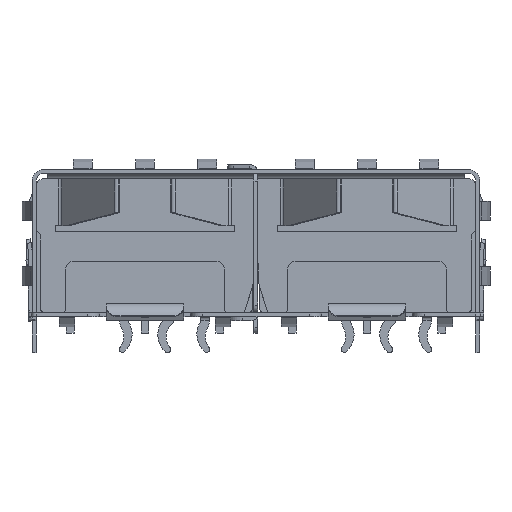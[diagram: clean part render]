
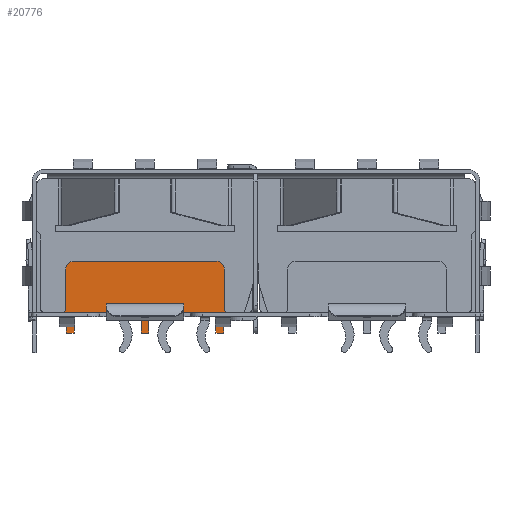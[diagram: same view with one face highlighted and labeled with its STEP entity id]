
A CAD part, front view. The second image highlights one B-rep face of the part: STEP entity #20776.
In plain terms, the highlighted planar face has unit normal (0, -1, 0).
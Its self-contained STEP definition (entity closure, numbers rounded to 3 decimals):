
#19857=CARTESIAN_POINT('',(-11.375,7.35,0.5));
#19858=VERTEX_POINT('',#19857);
#19875=CARTESIAN_POINT('',(-7.675,7.35,0.5));
#19876=VERTEX_POINT('',#19875);
#19883=CARTESIAN_POINT('',(-11.375,7.35,0.5));
#19884=DIRECTION('',(1.0,0.0,0.0));
#19885=VECTOR('',#19884,3.7);
#19886=LINE('',#19883,#19885);
#19887=EDGE_CURVE('',#19858,#19876,#19886,.T.);
#19897=CARTESIAN_POINT('',(-6.575,7.35,0.5));
#19898=VERTEX_POINT('',#19897);
#19915=CARTESIAN_POINT('',(-2.875,7.35,0.5));
#19916=VERTEX_POINT('',#19915);
#19923=CARTESIAN_POINT('',(-6.575,7.35,0.5));
#19924=DIRECTION('',(1.0,0.0,0.0));
#19925=VECTOR('',#19924,3.7);
#19926=LINE('',#19923,#19925);
#19927=EDGE_CURVE('',#19898,#19916,#19926,.T.);
#20173=CARTESIAN_POINT('',(-1.775,7.35,0.5));
#20174=VERTEX_POINT('',#20173);
#20320=CARTESIAN_POINT('',(-12.475,7.35,0.5));
#20321=VERTEX_POINT('',#20320);
#20589=CARTESIAN_POINT('',(-13.375,7.35,8.95));
#20590=DIRECTION('',(0.0,-1.0,0.0));
#20591=DIRECTION('',(1.0,0.0,0.0));
#20592=AXIS2_PLACEMENT_3D('',#20589,#20590,#20591);
#20593=PLANE('',#20592);
#20594=CARTESIAN_POINT('',(-12.175,7.35,-0.8));
#20595=VERTEX_POINT('',#20594);
#20596=CARTESIAN_POINT('',(-12.175,7.35,0.2));
#20597=VERTEX_POINT('',#20596);
#20598=CARTESIAN_POINT('',(-12.175,7.35,-0.8));
#20599=DIRECTION('',(0.0,0.0,1.0));
#20600=VECTOR('',#20599,1.0);
#20601=LINE('',#20598,#20600);
#20602=EDGE_CURVE('',#20595,#20597,#20601,.T.);
#20603=ORIENTED_EDGE('',*,*,#20602,.F.);
#20604=CARTESIAN_POINT('',(-11.675,7.35,-0.8));
#20605=VERTEX_POINT('',#20604);
#20606=CARTESIAN_POINT('',(-11.675,7.35,-0.8));
#20607=DIRECTION('',(-1.0,0.0,0.0));
#20608=VECTOR('',#20607,0.5);
#20609=LINE('',#20606,#20608);
#20610=EDGE_CURVE('',#20605,#20595,#20609,.T.);
#20611=ORIENTED_EDGE('',*,*,#20610,.F.);
#20612=CARTESIAN_POINT('',(-11.675,7.35,0.2));
#20613=VERTEX_POINT('',#20612);
#20614=CARTESIAN_POINT('',(-11.675,7.35,0.2));
#20615=DIRECTION('',(0.0,0.0,-1.0));
#20616=VECTOR('',#20615,1.0);
#20617=LINE('',#20614,#20616);
#20618=EDGE_CURVE('',#20613,#20605,#20617,.T.);
#20619=ORIENTED_EDGE('',*,*,#20618,.F.);
#20620=CARTESIAN_POINT('',(-11.375,7.35,0.2));
#20621=DIRECTION('',(0.0,-1.0,0.0));
#20622=DIRECTION('',(0.0,0.0,1.0));
#20623=AXIS2_PLACEMENT_3D('',#20620,#20621,#20622);
#20624=CIRCLE('',#20623,0.3);
#20625=EDGE_CURVE('',#19858,#20613,#20624,.T.);
#20626=ORIENTED_EDGE('',*,*,#20625,.F.);
#20627=ORIENTED_EDGE('',*,*,#19887,.T.);
#20628=CARTESIAN_POINT('',(-7.375,7.35,0.2));
#20629=VERTEX_POINT('',#20628);
#20630=CARTESIAN_POINT('',(-7.675,7.35,0.2));
#20631=DIRECTION('',(0.0,-1.0,0.0));
#20632=DIRECTION('',(1.0,0.0,0.0));
#20633=AXIS2_PLACEMENT_3D('',#20630,#20631,#20632);
#20634=CIRCLE('',#20633,0.3);
#20635=EDGE_CURVE('',#20629,#19876,#20634,.T.);
#20636=ORIENTED_EDGE('',*,*,#20635,.F.);
#20637=CARTESIAN_POINT('',(-7.375,7.35,-0.8));
#20638=VERTEX_POINT('',#20637);
#20639=CARTESIAN_POINT('',(-7.375,7.35,-0.8));
#20640=DIRECTION('',(0.0,0.0,1.0));
#20641=VECTOR('',#20640,1.0);
#20642=LINE('',#20639,#20641);
#20643=EDGE_CURVE('',#20638,#20629,#20642,.T.);
#20644=ORIENTED_EDGE('',*,*,#20643,.F.);
#20645=CARTESIAN_POINT('',(-6.875,7.35,-0.8));
#20646=VERTEX_POINT('',#20645);
#20647=CARTESIAN_POINT('',(-6.875,7.35,-0.8));
#20648=DIRECTION('',(-1.0,0.0,0.0));
#20649=VECTOR('',#20648,0.5);
#20650=LINE('',#20647,#20649);
#20651=EDGE_CURVE('',#20646,#20638,#20650,.T.);
#20652=ORIENTED_EDGE('',*,*,#20651,.F.);
#20653=CARTESIAN_POINT('',(-6.875,7.35,0.2));
#20654=VERTEX_POINT('',#20653);
#20655=CARTESIAN_POINT('',(-6.875,7.35,0.2));
#20656=DIRECTION('',(0.0,0.0,-1.0));
#20657=VECTOR('',#20656,1.0);
#20658=LINE('',#20655,#20657);
#20659=EDGE_CURVE('',#20654,#20646,#20658,.T.);
#20660=ORIENTED_EDGE('',*,*,#20659,.F.);
#20661=CARTESIAN_POINT('',(-6.575,7.35,0.2));
#20662=DIRECTION('',(0.0,-1.0,0.0));
#20663=DIRECTION('',(0.0,0.0,1.0));
#20664=AXIS2_PLACEMENT_3D('',#20661,#20662,#20663);
#20665=CIRCLE('',#20664,0.3);
#20666=EDGE_CURVE('',#19898,#20654,#20665,.T.);
#20667=ORIENTED_EDGE('',*,*,#20666,.F.);
#20668=ORIENTED_EDGE('',*,*,#19927,.T.);
#20669=CARTESIAN_POINT('',(-2.575,7.35,0.2));
#20670=VERTEX_POINT('',#20669);
#20671=CARTESIAN_POINT('',(-2.875,7.35,0.2));
#20672=DIRECTION('',(0.0,-1.0,0.0));
#20673=DIRECTION('',(1.0,0.0,0.0));
#20674=AXIS2_PLACEMENT_3D('',#20671,#20672,#20673);
#20675=CIRCLE('',#20674,0.3);
#20676=EDGE_CURVE('',#20670,#19916,#20675,.T.);
#20677=ORIENTED_EDGE('',*,*,#20676,.F.);
#20678=CARTESIAN_POINT('',(-2.575,7.35,-0.8));
#20679=VERTEX_POINT('',#20678);
#20680=CARTESIAN_POINT('',(-2.575,7.35,-0.8));
#20681=DIRECTION('',(0.0,0.0,1.0));
#20682=VECTOR('',#20681,1.0);
#20683=LINE('',#20680,#20682);
#20684=EDGE_CURVE('',#20679,#20670,#20683,.T.);
#20685=ORIENTED_EDGE('',*,*,#20684,.F.);
#20686=CARTESIAN_POINT('',(-2.075,7.35,-0.8));
#20687=VERTEX_POINT('',#20686);
#20688=CARTESIAN_POINT('',(-2.075,7.35,-0.8));
#20689=DIRECTION('',(-1.0,0.0,0.0));
#20690=VECTOR('',#20689,0.5);
#20691=LINE('',#20688,#20690);
#20692=EDGE_CURVE('',#20687,#20679,#20691,.T.);
#20693=ORIENTED_EDGE('',*,*,#20692,.F.);
#20694=CARTESIAN_POINT('',(-2.075,7.35,0.2));
#20695=VERTEX_POINT('',#20694);
#20696=CARTESIAN_POINT('',(-2.075,7.35,0.2));
#20697=DIRECTION('',(0.0,0.0,-1.0));
#20698=VECTOR('',#20697,1.0);
#20699=LINE('',#20696,#20698);
#20700=EDGE_CURVE('',#20695,#20687,#20699,.T.);
#20701=ORIENTED_EDGE('',*,*,#20700,.F.);
#20702=CARTESIAN_POINT('',(-1.775,7.35,0.2));
#20703=DIRECTION('',(0.0,-1.0,0.0));
#20704=DIRECTION('',(0.0,0.0,1.0));
#20705=AXIS2_PLACEMENT_3D('',#20702,#20703,#20704);
#20706=CIRCLE('',#20705,0.3);
#20707=EDGE_CURVE('',#20174,#20695,#20706,.T.);
#20708=ORIENTED_EDGE('',*,*,#20707,.F.);
#20709=CARTESIAN_POINT('',(-2.025,7.35,0.75));
#20710=VERTEX_POINT('',#20709);
#20711=CARTESIAN_POINT('',(-1.775,7.35,0.75));
#20712=DIRECTION('',(0.0,1.0,0.0));
#20713=DIRECTION('',(0.0,0.0,-1.0));
#20714=AXIS2_PLACEMENT_3D('',#20711,#20712,#20713);
#20715=CIRCLE('',#20714,0.25);
#20716=EDGE_CURVE('',#20174,#20710,#20715,.T.);
#20717=ORIENTED_EDGE('',*,*,#20716,.T.);
#20718=CARTESIAN_POINT('',(-2.025,7.35,3.3));
#20719=VERTEX_POINT('',#20718);
#20720=CARTESIAN_POINT('',(-2.025,7.35,0.75));
#20721=DIRECTION('',(0.0,0.0,1.0));
#20722=VECTOR('',#20721,2.55);
#20723=LINE('',#20720,#20722);
#20724=EDGE_CURVE('',#20710,#20719,#20723,.T.);
#20725=ORIENTED_EDGE('',*,*,#20724,.T.);
#20726=CARTESIAN_POINT('',(-2.525,7.35,3.8));
#20727=VERTEX_POINT('',#20726);
#20728=CARTESIAN_POINT('',(-2.525,7.35,3.3));
#20729=DIRECTION('',(0.0,-1.0,0.0));
#20730=DIRECTION('',(1.0,0.0,0.0));
#20731=AXIS2_PLACEMENT_3D('',#20728,#20729,#20730);
#20732=CIRCLE('',#20731,0.5);
#20733=EDGE_CURVE('',#20719,#20727,#20732,.T.);
#20734=ORIENTED_EDGE('',*,*,#20733,.T.);
#20735=CARTESIAN_POINT('',(-11.725,7.35,3.8));
#20736=VERTEX_POINT('',#20735);
#20737=CARTESIAN_POINT('',(-2.525,7.35,3.8));
#20738=DIRECTION('',(-1.0,0.0,0.0));
#20739=VECTOR('',#20738,9.2);
#20740=LINE('',#20737,#20739);
#20741=EDGE_CURVE('',#20727,#20736,#20740,.T.);
#20742=ORIENTED_EDGE('',*,*,#20741,.T.);
#20743=CARTESIAN_POINT('',(-12.225,7.35,3.3));
#20744=VERTEX_POINT('',#20743);
#20745=CARTESIAN_POINT('',(-11.725,7.35,3.3));
#20746=DIRECTION('',(0.0,-1.0,0.0));
#20747=DIRECTION('',(0.0,0.0,1.0));
#20748=AXIS2_PLACEMENT_3D('',#20745,#20746,#20747);
#20749=CIRCLE('',#20748,0.5);
#20750=EDGE_CURVE('',#20736,#20744,#20749,.T.);
#20751=ORIENTED_EDGE('',*,*,#20750,.T.);
#20752=CARTESIAN_POINT('',(-12.225,7.35,0.75));
#20753=VERTEX_POINT('',#20752);
#20754=CARTESIAN_POINT('',(-12.225,7.35,3.3));
#20755=DIRECTION('',(0.0,0.0,-1.0));
#20756=VECTOR('',#20755,2.55);
#20757=LINE('',#20754,#20756);
#20758=EDGE_CURVE('',#20744,#20753,#20757,.T.);
#20759=ORIENTED_EDGE('',*,*,#20758,.T.);
#20760=CARTESIAN_POINT('',(-12.475,7.35,0.75));
#20761=DIRECTION('',(0.0,1.0,0.0));
#20762=DIRECTION('',(1.0,0.0,0.0));
#20763=AXIS2_PLACEMENT_3D('',#20760,#20761,#20762);
#20764=CIRCLE('',#20763,0.25);
#20765=EDGE_CURVE('',#20753,#20321,#20764,.T.);
#20766=ORIENTED_EDGE('',*,*,#20765,.T.);
#20767=CARTESIAN_POINT('',(-12.475,7.35,0.2));
#20768=DIRECTION('',(0.0,-1.0,0.0));
#20769=DIRECTION('',(1.0,0.0,0.0));
#20770=AXIS2_PLACEMENT_3D('',#20767,#20768,#20769);
#20771=CIRCLE('',#20770,0.3);
#20772=EDGE_CURVE('',#20597,#20321,#20771,.T.);
#20773=ORIENTED_EDGE('',*,*,#20772,.F.);
#20774=EDGE_LOOP('',(#20603,#20611,#20619,#20626,#20627,#20636,#20644,#20652,#20660,#20667,#20668,#20677,#20685,#20693,#20701,#20708,#20717,#20725,#20734,#20742,#20751,#20759,#20766,#20773));
#20775=FACE_OUTER_BOUND('',#20774,.T.);
#20776=ADVANCED_FACE('',(#20775),#20593,.T.);
